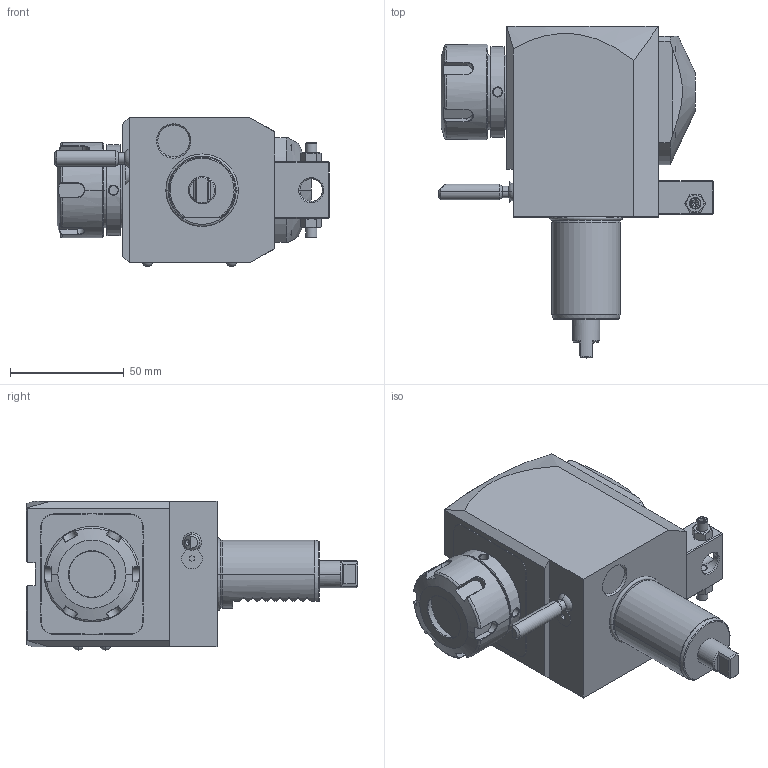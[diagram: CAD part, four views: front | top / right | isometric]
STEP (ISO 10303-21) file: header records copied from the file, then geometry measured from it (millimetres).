
FILE_DESCRIPTION((''),'2;1');
FILE_NAME('NGT1_30_221_25_1_2_55C','2017-03-10T',('vali'),('NOVA GRUP'),'PRO/ENGINEER BY PARAMETRIC TECHNOLOGY CORPORATION, 2010280','PRO/ENGINEER BY PARAMETRIC TECHNOLOGY CORPORATION, 2010280','');
FILE_SCHEMA(('CONFIG_CONTROL_DESIGN'));
Length unit declared in the file: millimetre
Products named in the file (1): NGT1_30_221_25_1_2_55C
Bounding box: 120.88 x 146 x 65.6 mm (x, y, z)
Volume: 447296.4 mm3; surface area: 46143.9 mm2
Topology: 1 solids, 1 shells, 416 faces, 1036 edges, 636 vertices
Faces by surface type: plane 185, cylinder 88, cone 69, bspline 56, torus 12, sphere 6
Entity records: 17845 total; most frequent: CARTESIAN_POINT 8619, ORIENTED_EDGE 2040, DIRECTION 1654, EDGE_CURVE 1020, VERTEX_POINT 636, AXIS2_PLACEMENT_3D 576, VECTOR 502, LINE 502
